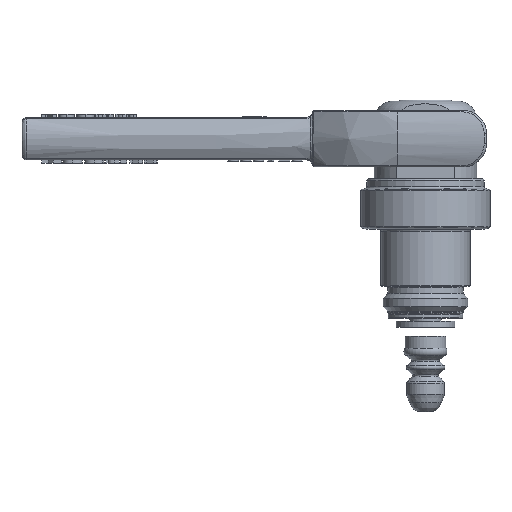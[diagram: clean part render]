
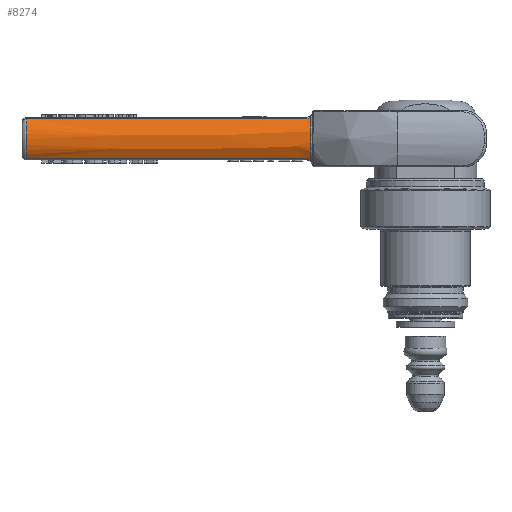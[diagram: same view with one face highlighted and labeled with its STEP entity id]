
A CAD part, left-side view. The second image highlights one B-rep face of the part: STEP entity #8274.
In plain terms, the highlighted free-form (B-spline) face has degree [3, 3] with [6, 4] control points.
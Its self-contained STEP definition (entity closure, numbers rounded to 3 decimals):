
#143=B_SPLINE_SURFACE_WITH_KNOTS('',3,3,((#14233,#14234,#14235,#14236),
(#14237,#14238,#14239,#14240),(#14241,#14242,#14243,#14244),(#14245,#14246,
#14247,#14248),(#14249,#14250,#14251,#14252),(#14253,#14254,#14255,#14256)),
 .UNSPECIFIED.,.F.,.F.,.F.,(4,1,1,4),(4,4),(-0.011,0.281,
0.573,1.011),(0.016,0.992),
 .UNSPECIFIED.);
#426=B_SPLINE_CURVE_WITH_KNOTS('',3,(#14206,#14207,#14208,#14209,#14210),
 .UNSPECIFIED.,.F.,.F.,(4,1,4),(-0.855,-0.516,-0.064),
 .UNSPECIFIED.);
#427=B_SPLINE_CURVE_WITH_KNOTS('',3,(#14228,#14229,#14230,#14231),
 .UNSPECIFIED.,.F.,.F.,(4,4),(-5.951,0.),
 .UNSPECIFIED.);
#428=B_SPLINE_CURVE_WITH_KNOTS('',3,(#14258,#14259,#14260,#14261),
 .UNSPECIFIED.,.F.,.F.,(4,4),(-6.053,-0.102),
 .UNSPECIFIED.);
#429=B_SPLINE_CURVE_WITH_KNOTS('',3,(#14263,#14264,#14265,#14266),
 .UNSPECIFIED.,.F.,.F.,(4,4),(-0.106,0.),.UNSPECIFIED.);
#430=B_SPLINE_CURVE_WITH_KNOTS('',3,(#14268,#14269,#14270,#14271,#14272,
#14273),.UNSPECIFIED.,.F.,.F.,(4,1,1,4),(0.236,0.675,
1.049,1.301),.UNSPECIFIED.);
#431=B_SPLINE_CURVE_WITH_KNOTS('',3,(#14274,#14275,#14276,#14277),
 .UNSPECIFIED.,.F.,.F.,(4,4),(-0.106,0.),.UNSPECIFIED.);
#1093=FACE_OUTER_BOUND('',#1569,.T.);
#1569=EDGE_LOOP('',(#6793,#6794,#6795,#6796,#6797,#6798));
#3739=VERTEX_POINT('',#13825);
#3742=VERTEX_POINT('',#13898);
#3752=VERTEX_POINT('',#14227);
#3753=VERTEX_POINT('',#14257);
#3754=VERTEX_POINT('',#14262);
#3755=VERTEX_POINT('',#14267);
#4793=EDGE_CURVE('',#3742,#3739,#426,.T.);
#4794=EDGE_CURVE('',#3739,#3752,#427,.T.);
#4796=EDGE_CURVE('',#3753,#3742,#428,.T.);
#4797=EDGE_CURVE('',#3754,#3753,#429,.T.);
#4798=EDGE_CURVE('',#3755,#3754,#430,.T.);
#4799=EDGE_CURVE('',#3752,#3755,#431,.T.);
#6793=ORIENTED_EDGE('',*,*,#4793,.F.);
#6794=ORIENTED_EDGE('',*,*,#4796,.F.);
#6795=ORIENTED_EDGE('',*,*,#4797,.F.);
#6796=ORIENTED_EDGE('',*,*,#4798,.F.);
#6797=ORIENTED_EDGE('',*,*,#4799,.F.);
#6798=ORIENTED_EDGE('',*,*,#4794,.F.);
#8274=ADVANCED_FACE('',(#1093),#143,.F.);
#13825=CARTESIAN_POINT('',(-5.493,84.981,12.808));
#13898=CARTESIAN_POINT('',(-5.493,84.981,4.192));
#14206=CARTESIAN_POINT('Ctrl Pts',(-5.493,84.981,4.192));
#14207=CARTESIAN_POINT('Ctrl Pts',(-6.309,84.978,5.238));
#14208=CARTESIAN_POINT('Ctrl Pts',(-7.504,84.974,8.237));
#14209=CARTESIAN_POINT('Ctrl Pts',(-6.582,84.977,11.413));
#14210=CARTESIAN_POINT('Ctrl Pts',(-5.493,84.981,12.808));
#14227=CARTESIAN_POINT('',(-4.054,25.49,12.808));
#14228=CARTESIAN_POINT('Ctrl Pts',(-5.493,84.981,12.808));
#14229=CARTESIAN_POINT('Ctrl Pts',(-5.013,65.151,12.808));
#14230=CARTESIAN_POINT('Ctrl Pts',(-4.533,45.321,12.808));
#14231=CARTESIAN_POINT('Ctrl Pts',(-4.054,25.49,12.808));
#14233=CARTESIAN_POINT('Ctrl Pts',(-5.265,84.981,3.915));
#14234=CARTESIAN_POINT('Ctrl Pts',(-4.777,64.824,3.915));
#14235=CARTESIAN_POINT('Ctrl Pts',(-4.289,44.666,3.915));
#14236=CARTESIAN_POINT('Ctrl Pts',(-3.802,24.509,3.915));
#14237=CARTESIAN_POINT('Ctrl Pts',(-5.888,84.981,4.635));
#14238=CARTESIAN_POINT('Ctrl Pts',(-5.401,64.824,4.635));
#14239=CARTESIAN_POINT('Ctrl Pts',(-4.913,44.666,4.635));
#14240=CARTESIAN_POINT('Ctrl Pts',(-4.425,24.509,4.635));
#14241=CARTESIAN_POINT('Ctrl Pts',(-6.835,84.981,6.33));
#14242=CARTESIAN_POINT('Ctrl Pts',(-6.348,64.824,6.33));
#14243=CARTESIAN_POINT('Ctrl Pts',(-5.86,44.666,6.33));
#14244=CARTESIAN_POINT('Ctrl Pts',(-5.372,24.509,6.33));
#14245=CARTESIAN_POINT('Ctrl Pts',(-7.186,84.981,9.717));
#14246=CARTESIAN_POINT('Ctrl Pts',(-6.698,64.824,9.717));
#14247=CARTESIAN_POINT('Ctrl Pts',(-6.21,44.666,9.717));
#14248=CARTESIAN_POINT('Ctrl Pts',(-5.723,24.509,9.717));
#14249=CARTESIAN_POINT('Ctrl Pts',(-6.2,84.981,12.006));
#14250=CARTESIAN_POINT('Ctrl Pts',(-5.713,64.824,12.006));
#14251=CARTESIAN_POINT('Ctrl Pts',(-5.225,44.666,12.006));
#14252=CARTESIAN_POINT('Ctrl Pts',(-4.737,24.509,12.006));
#14253=CARTESIAN_POINT('Ctrl Pts',(-5.265,84.981,13.085));
#14254=CARTESIAN_POINT('Ctrl Pts',(-4.777,64.824,13.085));
#14255=CARTESIAN_POINT('Ctrl Pts',(-4.289,44.666,13.085));
#14256=CARTESIAN_POINT('Ctrl Pts',(-3.802,24.509,13.085));
#14257=CARTESIAN_POINT('',(-4.054,25.49,4.192));
#14258=CARTESIAN_POINT('Ctrl Pts',(-4.054,25.49,4.192));
#14259=CARTESIAN_POINT('Ctrl Pts',(-4.533,45.321,4.192));
#14260=CARTESIAN_POINT('Ctrl Pts',(-5.013,65.151,4.192));
#14261=CARTESIAN_POINT('Ctrl Pts',(-5.493,84.981,4.192));
#14262=CARTESIAN_POINT('',(-3.802,24.509,3.915));
#14263=CARTESIAN_POINT('Ctrl Pts',(-3.802,24.509,3.915));
#14264=CARTESIAN_POINT('Ctrl Pts',(-3.956,24.789,4.085));
#14265=CARTESIAN_POINT('Ctrl Pts',(-4.045,25.139,4.192));
#14266=CARTESIAN_POINT('Ctrl Pts',(-4.054,25.49,4.192));
#14267=CARTESIAN_POINT('',(-3.802,24.509,13.085));
#14268=CARTESIAN_POINT('Ctrl Pts',(-3.799,24.509,13.083));
#14269=CARTESIAN_POINT('Ctrl Pts',(-4.693,24.511,12.042));
#14270=CARTESIAN_POINT('Ctrl Pts',(-5.786,24.513,9.622));
#14271=CARTESIAN_POINT('Ctrl Pts',(-5.349,24.512,6.21));
#14272=CARTESIAN_POINT('Ctrl Pts',(-4.316,24.51,4.512));
#14273=CARTESIAN_POINT('Ctrl Pts',(-3.801,24.509,3.916));
#14274=CARTESIAN_POINT('Ctrl Pts',(-4.054,25.49,12.808));
#14275=CARTESIAN_POINT('Ctrl Pts',(-4.045,25.138,12.808));
#14276=CARTESIAN_POINT('Ctrl Pts',(-3.956,24.789,12.915));
#14277=CARTESIAN_POINT('Ctrl Pts',(-3.802,24.509,13.085));
